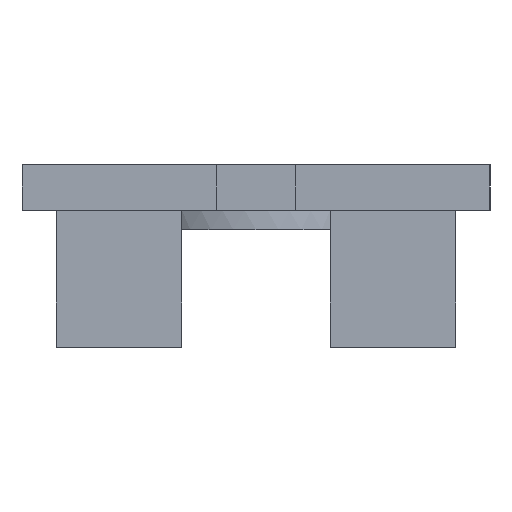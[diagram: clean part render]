
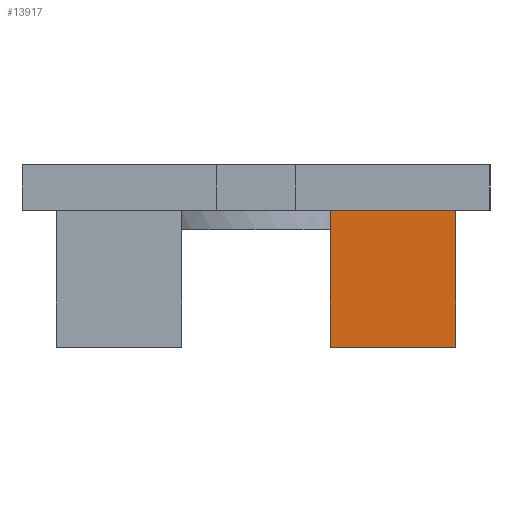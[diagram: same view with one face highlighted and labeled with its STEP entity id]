
A CAD part, left-side view. The second image highlights one B-rep face of the part: STEP entity #13917.
In plain terms, the highlighted planar face has unit normal (-1, 0, 0).
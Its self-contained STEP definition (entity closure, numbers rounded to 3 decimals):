
#10136 = PLANE('',#10137);
#10137 = AXIS2_PLACEMENT_3D('',#10138,#10139,#10140);
#10138 = CARTESIAN_POINT('',(120.,-12.,11.));
#10139 = DIRECTION('',(0.,0.,1.));
#10140 = DIRECTION('',(1.,0.,-0.));
#12243 = VERTEX_POINT('',#12244);
#12244 = CARTESIAN_POINT('',(-25.5,-17.5,11.));
#12258 = PLANE('',#12259);
#12259 = AXIS2_PLACEMENT_3D('',#12260,#12261,#12262);
#12260 = CARTESIAN_POINT('',(-14.5,-17.5,15.));
#12261 = DIRECTION('',(0.,1.,0.));
#12262 = DIRECTION('',(-1.,0.,0.));
#12270 = EDGE_CURVE('',#12243,#12271,#12273,.T.);
#12271 = VERTEX_POINT('',#12272);
#12272 = CARTESIAN_POINT('',(-25.5,-6.5,11.));
#12273 = SURFACE_CURVE('',#12274,(#12278,#12285),.PCURVE_S1.);
#12274 = LINE('',#12275,#12276);
#12275 = CARTESIAN_POINT('',(-25.5,-17.5,11.));
#12276 = VECTOR('',#12277,1.);
#12277 = DIRECTION('',(0.,1.,0.));
#12278 = PCURVE('',#10136,#12279);
#12279 = DEFINITIONAL_REPRESENTATION('',(#12280),#12284);
#12280 = LINE('',#12281,#12282);
#12281 = CARTESIAN_POINT('',(-145.5,-5.5));
#12282 = VECTOR('',#12283,1.);
#12283 = DIRECTION('',(0.,1.));
#12284 = ( GEOMETRIC_REPRESENTATION_CONTEXT(2) 
PARAMETRIC_REPRESENTATION_CONTEXT() REPRESENTATION_CONTEXT('2D SPACE',''
  ) );
#12285 = PCURVE('',#12286,#12291);
#12286 = PLANE('',#12287);
#12287 = AXIS2_PLACEMENT_3D('',#12288,#12289,#12290);
#12288 = CARTESIAN_POINT('',(-25.5,-17.5,15.));
#12289 = DIRECTION('',(1.,0.,0.));
#12290 = DIRECTION('',(-0.,1.,0.));
#12291 = DEFINITIONAL_REPRESENTATION('',(#12292),#12296);
#12292 = LINE('',#12293,#12294);
#12293 = CARTESIAN_POINT('',(0.,-4.));
#12294 = VECTOR('',#12295,1.);
#12295 = DIRECTION('',(1.,0.));
#12296 = ( GEOMETRIC_REPRESENTATION_CONTEXT(2) 
PARAMETRIC_REPRESENTATION_CONTEXT() REPRESENTATION_CONTEXT('2D SPACE',''
  ) );
#12312 = PLANE('',#12313);
#12313 = AXIS2_PLACEMENT_3D('',#12314,#12315,#12316);
#12314 = CARTESIAN_POINT('',(-25.5,-6.5,15.));
#12315 = DIRECTION('',(0.,-1.,0.));
#12316 = DIRECTION('',(1.,0.,0.));
#13787 = PLANE('',#13788);
#13788 = AXIS2_PLACEMENT_3D('',#13789,#13790,#13791);
#13789 = CARTESIAN_POINT('',(-20.,-12.,-1.));
#13790 = DIRECTION('',(-0.,-0.,-1.));
#13791 = DIRECTION('',(-1.,0.,0.));
#13824 = EDGE_CURVE('',#12271,#13825,#13827,.T.);
#13825 = VERTEX_POINT('',#13826);
#13826 = CARTESIAN_POINT('',(-25.5,-6.5,-1.));
#13827 = SURFACE_CURVE('',#13828,(#13832,#13839),.PCURVE_S1.);
#13828 = LINE('',#13829,#13830);
#13829 = CARTESIAN_POINT('',(-25.5,-6.5,15.));
#13830 = VECTOR('',#13831,1.);
#13831 = DIRECTION('',(0.,0.,-1.));
#13832 = PCURVE('',#12312,#13833);
#13833 = DEFINITIONAL_REPRESENTATION('',(#13834),#13838);
#13834 = LINE('',#13835,#13836);
#13835 = CARTESIAN_POINT('',(0.,0.));
#13836 = VECTOR('',#13837,1.);
#13837 = DIRECTION('',(0.,-1.));
#13838 = ( GEOMETRIC_REPRESENTATION_CONTEXT(2) 
PARAMETRIC_REPRESENTATION_CONTEXT() REPRESENTATION_CONTEXT('2D SPACE',''
  ) );
#13839 = PCURVE('',#12286,#13840);
#13840 = DEFINITIONAL_REPRESENTATION('',(#13841),#13845);
#13841 = LINE('',#13842,#13843);
#13842 = CARTESIAN_POINT('',(11.,0.));
#13843 = VECTOR('',#13844,1.);
#13844 = DIRECTION('',(0.,-1.));
#13845 = ( GEOMETRIC_REPRESENTATION_CONTEXT(2) 
PARAMETRIC_REPRESENTATION_CONTEXT() REPRESENTATION_CONTEXT('2D SPACE',''
  ) );
#13875 = VERTEX_POINT('',#13876);
#13876 = CARTESIAN_POINT('',(-25.5,-17.5,-1.));
#13897 = EDGE_CURVE('',#12243,#13875,#13898,.T.);
#13898 = SURFACE_CURVE('',#13899,(#13903,#13910),.PCURVE_S1.);
#13899 = LINE('',#13900,#13901);
#13900 = CARTESIAN_POINT('',(-25.5,-17.5,15.));
#13901 = VECTOR('',#13902,1.);
#13902 = DIRECTION('',(0.,0.,-1.));
#13903 = PCURVE('',#12258,#13904);
#13904 = DEFINITIONAL_REPRESENTATION('',(#13905),#13909);
#13905 = LINE('',#13906,#13907);
#13906 = CARTESIAN_POINT('',(11.,0.));
#13907 = VECTOR('',#13908,1.);
#13908 = DIRECTION('',(0.,-1.));
#13909 = ( GEOMETRIC_REPRESENTATION_CONTEXT(2) 
PARAMETRIC_REPRESENTATION_CONTEXT() REPRESENTATION_CONTEXT('2D SPACE',''
  ) );
#13910 = PCURVE('',#12286,#13911);
#13911 = DEFINITIONAL_REPRESENTATION('',(#13912),#13916);
#13912 = LINE('',#13913,#13914);
#13913 = CARTESIAN_POINT('',(0.,0.));
#13914 = VECTOR('',#13915,1.);
#13915 = DIRECTION('',(0.,-1.));
#13916 = ( GEOMETRIC_REPRESENTATION_CONTEXT(2) 
PARAMETRIC_REPRESENTATION_CONTEXT() REPRESENTATION_CONTEXT('2D SPACE',''
  ) );
#13917 = ADVANCED_FACE('',(#13918),#12286,.F.);
#13918 = FACE_BOUND('',#13919,.F.);
#13919 = EDGE_LOOP('',(#13920,#13921,#13922,#13943));
#13920 = ORIENTED_EDGE('',*,*,#12270,.F.);
#13921 = ORIENTED_EDGE('',*,*,#13897,.T.);
#13922 = ORIENTED_EDGE('',*,*,#13923,.T.);
#13923 = EDGE_CURVE('',#13875,#13825,#13924,.T.);
#13924 = SURFACE_CURVE('',#13925,(#13929,#13936),.PCURVE_S1.);
#13925 = LINE('',#13926,#13927);
#13926 = CARTESIAN_POINT('',(-25.5,-17.5,-1.));
#13927 = VECTOR('',#13928,1.);
#13928 = DIRECTION('',(0.,1.,0.));
#13929 = PCURVE('',#12286,#13930);
#13930 = DEFINITIONAL_REPRESENTATION('',(#13931),#13935);
#13931 = LINE('',#13932,#13933);
#13932 = CARTESIAN_POINT('',(0.,-16.));
#13933 = VECTOR('',#13934,1.);
#13934 = DIRECTION('',(1.,0.));
#13935 = ( GEOMETRIC_REPRESENTATION_CONTEXT(2) 
PARAMETRIC_REPRESENTATION_CONTEXT() REPRESENTATION_CONTEXT('2D SPACE',''
  ) );
#13936 = PCURVE('',#13787,#13937);
#13937 = DEFINITIONAL_REPRESENTATION('',(#13938),#13942);
#13938 = LINE('',#13939,#13940);
#13939 = CARTESIAN_POINT('',(5.5,-5.5));
#13940 = VECTOR('',#13941,1.);
#13941 = DIRECTION('',(0.,1.));
#13942 = ( GEOMETRIC_REPRESENTATION_CONTEXT(2) 
PARAMETRIC_REPRESENTATION_CONTEXT() REPRESENTATION_CONTEXT('2D SPACE',''
  ) );
#13943 = ORIENTED_EDGE('',*,*,#13824,.F.);
